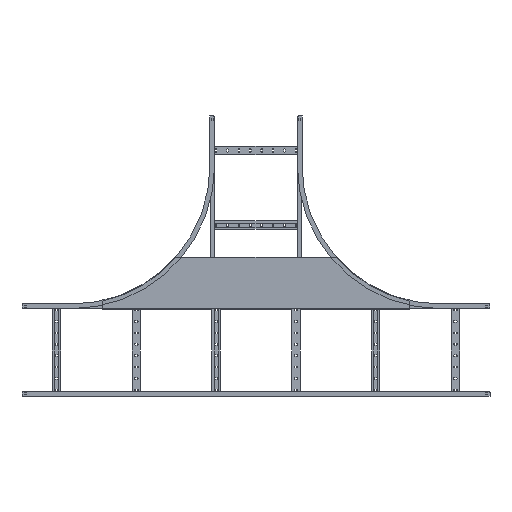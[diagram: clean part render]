
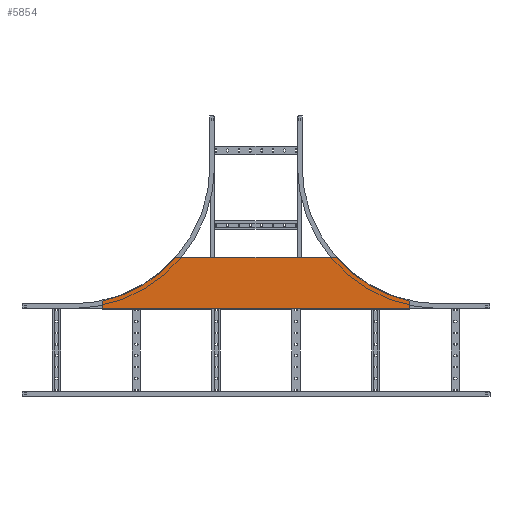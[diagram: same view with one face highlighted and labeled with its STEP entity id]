
A CAD part, front view. The second image highlights one B-rep face of the part: STEP entity #5854.
In plain terms, the highlighted planar face has unit normal (0, -1, 0).
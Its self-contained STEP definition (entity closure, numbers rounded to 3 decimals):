
#21 = CARTESIAN_POINT ( 'NONE',  ( -560., -1.2, -173.2 ) ) ;
#44 = ORIENTED_EDGE ( 'NONE', *, *, #3823, .F. ) ;
#177 = EDGE_CURVE ( 'NONE', #3123, #5427, #11840, .T. ) ;
#403 = EDGE_CURVE ( 'NONE', #6773, #1905, #12327, .T. ) ;
#543 = ORIENTED_EDGE ( 'NONE', *, *, #6441, .F. ) ;
#609 = LINE ( 'NONE', #1085, #11966 ) ;
#811 = VECTOR ( 'NONE', #1482, 1000. ) ;
#1085 = CARTESIAN_POINT ( 'NONE',  ( -990.5, -1.2, -393.2 ) ) ;
#1105 = AXIS2_PLACEMENT_3D ( 'NONE', #7187, #12317, #2851 ) ;
#1260 = VERTEX_POINT ( 'NONE', #2099 ) ;
#1390 = VECTOR ( 'NONE', #4297, 1000. ) ;
#1463 = DIRECTION ( 'NONE',  ( 0., 0., -1. ) ) ;
#1482 = DIRECTION ( 'NONE',  ( 0., 0., -1. ) ) ;
#1575 = CARTESIAN_POINT ( 'NONE',  ( -668., -1.2, 226.8 ) ) ;
#1893 = VERTEX_POINT ( 'NONE', #3011 ) ;
#1905 = VERTEX_POINT ( 'NONE', #8252 ) ;
#1958 = CARTESIAN_POINT ( 'NONE',  ( 668., -1.2, -364.637 ) ) ;
#2099 = CARTESIAN_POINT ( 'NONE',  ( 668., -1.2, -393.2 ) ) ;
#2445 = EDGE_CURVE ( 'NONE', #6549, #1893, #4579, .T. ) ;
#2851 = DIRECTION ( 'NONE',  ( 0., 0., 1. ) ) ;
#3011 = CARTESIAN_POINT ( 'NONE',  ( -349.051, -1.2, -173.2 ) ) ;
#3112 = VERTEX_POINT ( 'NONE', #6207 ) ;
#3123 = VERTEX_POINT ( 'NONE', #1958 ) ;
#3596 = ORIENTED_EDGE ( 'NONE', *, *, #5007, .T. ) ;
#3619 = EDGE_CURVE ( 'NONE', #6549, #6773, #8976, .T. ) ;
#3823 = EDGE_CURVE ( 'NONE', #3123, #1260, #10101, .T. ) ;
#4297 = DIRECTION ( 'NONE',  ( 0., 0., -1. ) ) ;
#4579 = CIRCLE ( 'NONE', #1105, 601.8 ) ;
#4810 = CIRCLE ( 'NONE', #5308, 601.8 ) ;
#5007 = EDGE_CURVE ( 'NONE', #3112, #1893, #8453, .T. ) ;
#5090 = CARTESIAN_POINT ( 'NONE',  ( -663., -1.2, -364.637 ) ) ;
#5308 = AXIS2_PLACEMENT_3D ( 'NONE', #11934, #5651, #1463 ) ;
#5417 = ORIENTED_EDGE ( 'NONE', *, *, #177, .T. ) ;
#5427 = VERTEX_POINT ( 'NONE', #8145 ) ;
#5651 = DIRECTION ( 'NONE',  ( 0., -1., 0. ) ) ;
#5854 = ADVANCED_FACE ( 'NONE', ( #8604 ), #5936, .F. ) ;
#5936 = PLANE ( 'NONE',  #12239 ) ;
#5997 = VECTOR ( 'NONE', #9483, 1000. ) ;
#6207 = CARTESIAN_POINT ( 'NONE',  ( 349.051, -1.2, -173.2 ) ) ;
#6294 = ORIENTED_EDGE ( 'NONE', *, *, #3619, .T. ) ;
#6302 = DIRECTION ( 'NONE',  ( -1., 0., 0. ) ) ;
#6332 = ORIENTED_EDGE ( 'NONE', *, *, #9266, .F. ) ;
#6441 = EDGE_CURVE ( 'NONE', #3112, #5427, #4810, .T. ) ;
#6549 = VERTEX_POINT ( 'NONE', #8072 ) ;
#6773 = VERTEX_POINT ( 'NONE', #8658 ) ;
#6860 = CARTESIAN_POINT ( 'NONE',  ( -798.677, -1.2, 226.8 ) ) ;
#7187 = CARTESIAN_POINT ( 'NONE',  ( -798.677, -1.2, 226.8 ) ) ;
#7554 = CARTESIAN_POINT ( 'NONE',  ( 663., -1.2, -364.637 ) ) ;
#7957 = DIRECTION ( 'NONE',  ( 0., 1., 0. ) ) ;
#8072 = CARTESIAN_POINT ( 'NONE',  ( -664.118, -1.2, -359.764 ) ) ;
#8145 = CARTESIAN_POINT ( 'NONE',  ( 664.118, -1.2, -359.764 ) ) ;
#8186 = ORIENTED_EDGE ( 'NONE', *, *, #403, .T. ) ;
#8252 = CARTESIAN_POINT ( 'NONE',  ( -668., -1.2, -393.2 ) ) ;
#8453 = LINE ( 'NONE', #21, #5997 ) ;
#8604 = FACE_OUTER_BOUND ( 'NONE', #13611, .T. ) ;
#8658 = CARTESIAN_POINT ( 'NONE',  ( -668., -1.2, -364.637 ) ) ;
#8976 = CIRCLE ( 'NONE', #12678, 5. ) ;
#9266 = EDGE_CURVE ( 'NONE', #1260, #1905, #609, .T. ) ;
#9483 = DIRECTION ( 'NONE',  ( -1., 0., 0. ) ) ;
#10101 = LINE ( 'NONE', #11593, #1390 ) ;
#10405 = DIRECTION ( 'NONE',  ( 0., 0., 1. ) ) ;
#11019 = DIRECTION ( 'NONE',  ( 0., 0., 1. ) ) ;
#11593 = CARTESIAN_POINT ( 'NONE',  ( 668., -1.2, -395.4 ) ) ;
#11840 = CIRCLE ( 'NONE', #12102, 5. ) ;
#11934 = CARTESIAN_POINT ( 'NONE',  ( 798.677, -1.2, 226.8 ) ) ;
#11966 = VECTOR ( 'NONE', #6302, 1000. ) ;
#11992 = ORIENTED_EDGE ( 'NONE', *, *, #2445, .F. ) ;
#12102 = AXIS2_PLACEMENT_3D ( 'NONE', #7554, #12520, #12612 ) ;
#12239 = AXIS2_PLACEMENT_3D ( 'NONE', #6860, #7957, #11019 ) ;
#12317 = DIRECTION ( 'NONE',  ( 0., -1., 0. ) ) ;
#12327 = LINE ( 'NONE', #1575, #811 ) ;
#12520 = DIRECTION ( 'NONE',  ( 0., -1., 0. ) ) ;
#12612 = DIRECTION ( 'NONE',  ( 0., 0., 1. ) ) ;
#12678 = AXIS2_PLACEMENT_3D ( 'NONE', #5090, #13500, #10405 ) ;
#13500 = DIRECTION ( 'NONE',  ( 0., -1., 0. ) ) ;
#13611 = EDGE_LOOP ( 'NONE', ( #11992, #6294, #8186, #6332, #44, #5417, #543, #3596 ) ) ;
